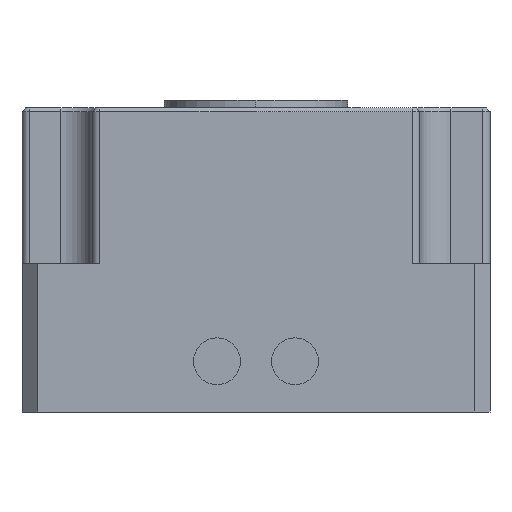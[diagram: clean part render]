
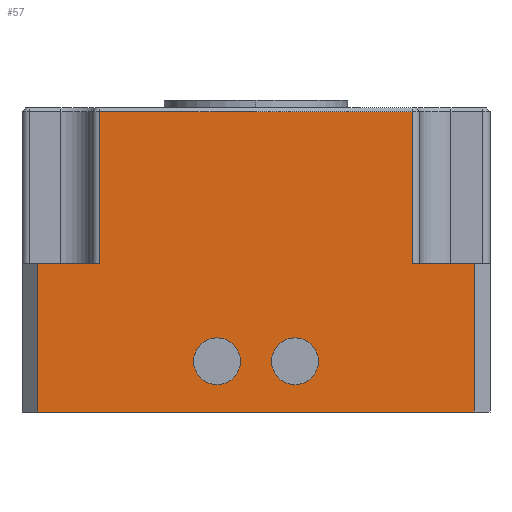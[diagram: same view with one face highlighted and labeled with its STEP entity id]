
A CAD part, left-side view. The second image highlights one B-rep face of the part: STEP entity #57.
In plain terms, the highlighted planar face has unit normal (-1, 0, 0).
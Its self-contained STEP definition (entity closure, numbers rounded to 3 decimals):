
#2 = CIRCLE ( 'NONE', #545, 3. ) ;
#19 = EDGE_CURVE ( 'NONE', #236, #1194, #2196, .T. ) ;
#30 = DIRECTION ( 'NONE',  ( 0., 0., -1. ) ) ;
#57 = ADVANCED_FACE ( 'NONE', ( #2763, #1644, #1304 ), #2207, .F. ) ;
#72 = VECTOR ( 'NONE', #365, 1000. ) ;
#79 = LINE ( 'NONE', #2395, #1784 ) ;
#81 = EDGE_LOOP ( 'NONE', ( #766, #420 ) ) ;
#90 = ORIENTED_EDGE ( 'NONE', *, *, #19, .T. ) ;
#96 = ORIENTED_EDGE ( 'NONE', *, *, #2552, .T. ) ;
#97 = AXIS2_PLACEMENT_3D ( 'NONE', #2211, #2234, #30 ) ;
#116 = LINE ( 'NONE', #2289, #985 ) ;
#123 = CARTESIAN_POINT ( 'NONE',  ( -30., -30., 0. ) ) ;
#152 = LINE ( 'NONE', #2850, #639 ) ;
#236 = VERTEX_POINT ( 'NONE', #1689 ) ;
#267 = EDGE_CURVE ( 'NONE', #434, #236, #152, .T. ) ;
#326 = CARTESIAN_POINT ( 'NONE',  ( -30., 28., 0. ) ) ;
#334 = CARTESIAN_POINT ( 'NONE',  ( -30., 20., 38.5 ) ) ;
#365 = DIRECTION ( 'NONE',  ( 0., -1., 0. ) ) ;
#390 = LINE ( 'NONE', #1018, #1255 ) ;
#397 = VECTOR ( 'NONE', #439, 1000. ) ;
#420 = ORIENTED_EDGE ( 'NONE', *, *, #1561, .F. ) ;
#430 = VERTEX_POINT ( 'NONE', #454 ) ;
#434 = VERTEX_POINT ( 'NONE', #2253 ) ;
#439 = DIRECTION ( 'NONE',  ( 0., 0., 1. ) ) ;
#452 = VERTEX_POINT ( 'NONE', #1364 ) ;
#454 = CARTESIAN_POINT ( 'NONE',  ( -30., 20., 19. ) ) ;
#480 = VERTEX_POINT ( 'NONE', #2526 ) ;
#515 = DIRECTION ( 'NONE',  ( 0., 0., -1. ) ) ;
#545 = AXIS2_PLACEMENT_3D ( 'NONE', #2536, #2100, #2577 ) ;
#563 = LINE ( 'NONE', #123, #72 ) ;
#608 = DIRECTION ( 'NONE',  ( 0., -1., 0. ) ) ;
#616 = EDGE_CURVE ( 'NONE', #1832, #430, #390, .T. ) ;
#639 = VECTOR ( 'NONE', #1275, 1000. ) ;
#654 = ORIENTED_EDGE ( 'NONE', *, *, #1397, .F. ) ;
#657 = AXIS2_PLACEMENT_3D ( 'NONE', #2475, #1585, #1802 ) ;
#676 = CARTESIAN_POINT ( 'NONE',  ( -30., -20., 40. ) ) ;
#725 = VECTOR ( 'NONE', #2524, 1000. ) ;
#744 = ORIENTED_EDGE ( 'NONE', *, *, #2812, .T. ) ;
#766 = ORIENTED_EDGE ( 'NONE', *, *, #912, .F. ) ;
#816 = CARTESIAN_POINT ( 'NONE',  ( -30., -28., 0. ) ) ;
#861 = ORIENTED_EDGE ( 'NONE', *, *, #2057, .T. ) ;
#912 = EDGE_CURVE ( 'NONE', #1385, #1853, #1047, .T. ) ;
#936 = CIRCLE ( 'NONE', #97, 3. ) ;
#947 = VERTEX_POINT ( 'NONE', #326 ) ;
#985 = VECTOR ( 'NONE', #1605, 1000. ) ;
#1018 = CARTESIAN_POINT ( 'NONE',  ( -30., -30., 19. ) ) ;
#1029 = ORIENTED_EDGE ( 'NONE', *, *, #1219, .F. ) ;
#1047 = CIRCLE ( 'NONE', #657, 3. ) ;
#1076 = ORIENTED_EDGE ( 'NONE', *, *, #616, .F. ) ;
#1115 = VECTOR ( 'NONE', #2056, 1000. ) ;
#1194 = VERTEX_POINT ( 'NONE', #2416 ) ;
#1219 = EDGE_CURVE ( 'NONE', #452, #1724, #2502, .T. ) ;
#1255 = VECTOR ( 'NONE', #608, 1000. ) ;
#1275 = DIRECTION ( 'NONE',  ( 0., 1., 0. ) ) ;
#1304 = FACE_OUTER_BOUND ( 'NONE', #2418, .T. ) ;
#1332 = CARTESIAN_POINT ( 'NONE',  ( -30., -5., 3.5 ) ) ;
#1364 = CARTESIAN_POINT ( 'NONE',  ( -30., 5., 9.5 ) ) ;
#1385 = VERTEX_POINT ( 'NONE', #1332 ) ;
#1397 = EDGE_CURVE ( 'NONE', #1724, #452, #936, .T. ) ;
#1434 = DIRECTION ( 'NONE',  ( 1., 0., 0. ) ) ;
#1542 = ORIENTED_EDGE ( 'NONE', *, *, #267, .T. ) ;
#1546 = AXIS2_PLACEMENT_3D ( 'NONE', #2227, #1434, #515 ) ;
#1548 = ORIENTED_EDGE ( 'NONE', *, *, #2693, .T. ) ;
#1561 = EDGE_CURVE ( 'NONE', #1853, #1385, #2, .T. ) ;
#1585 = DIRECTION ( 'NONE',  ( -1., 0., 0. ) ) ;
#1605 = DIRECTION ( 'NONE',  ( 0., 0., -1. ) ) ;
#1644 = FACE_BOUND ( 'NONE', #1954, .T. ) ;
#1689 = CARTESIAN_POINT ( 'NONE',  ( -30., -20., 19. ) ) ;
#1696 = CARTESIAN_POINT ( 'NONE',  ( -30., 5., 3.5 ) ) ;
#1722 = VERTEX_POINT ( 'NONE', #816 ) ;
#1724 = VERTEX_POINT ( 'NONE', #1696 ) ;
#1740 = EDGE_CURVE ( 'NONE', #1832, #947, #79, .T. ) ;
#1743 = CARTESIAN_POINT ( 'NONE',  ( -30., -5., 9.5 ) ) ;
#1784 = VECTOR ( 'NONE', #2609, 1000. ) ;
#1802 = DIRECTION ( 'NONE',  ( 0., 0., -1. ) ) ;
#1832 = VERTEX_POINT ( 'NONE', #2646 ) ;
#1853 = VERTEX_POINT ( 'NONE', #1743 ) ;
#1954 = EDGE_LOOP ( 'NONE', ( #654, #1029 ) ) ;
#2056 = DIRECTION ( 'NONE',  ( 0., 1., 0. ) ) ;
#2057 = EDGE_CURVE ( 'NONE', #480, #430, #116, .T. ) ;
#2100 = DIRECTION ( 'NONE',  ( -1., 0., 0. ) ) ;
#2189 = LINE ( 'NONE', #2815, #725 ) ;
#2196 = LINE ( 'NONE', #676, #397 ) ;
#2207 = PLANE ( 'NONE',  #1546 ) ;
#2211 = CARTESIAN_POINT ( 'NONE',  ( -30., 5., 6.5 ) ) ;
#2227 = CARTESIAN_POINT ( 'NONE',  ( -30., -30., 40. ) ) ;
#2230 = LINE ( 'NONE', #334, #1115 ) ;
#2234 = DIRECTION ( 'NONE',  ( -1., 0., 0. ) ) ;
#2253 = CARTESIAN_POINT ( 'NONE',  ( -30., -28., 19. ) ) ;
#2289 = CARTESIAN_POINT ( 'NONE',  ( -30., 20., 40. ) ) ;
#2395 = CARTESIAN_POINT ( 'NONE',  ( -30., 28., 40. ) ) ;
#2416 = CARTESIAN_POINT ( 'NONE',  ( -30., -20., 38.5 ) ) ;
#2418 = EDGE_LOOP ( 'NONE', ( #90, #96, #861, #1076, #2490, #1548, #744, #1542 ) ) ;
#2475 = CARTESIAN_POINT ( 'NONE',  ( -30., -5., 6.5 ) ) ;
#2489 = AXIS2_PLACEMENT_3D ( 'NONE', #2650, #2641, #2869 ) ;
#2490 = ORIENTED_EDGE ( 'NONE', *, *, #1740, .T. ) ;
#2502 = CIRCLE ( 'NONE', #2489, 3. ) ;
#2524 = DIRECTION ( 'NONE',  ( 0., 0., 1. ) ) ;
#2526 = CARTESIAN_POINT ( 'NONE',  ( -30., 20., 38.5 ) ) ;
#2536 = CARTESIAN_POINT ( 'NONE',  ( -30., -5., 6.5 ) ) ;
#2552 = EDGE_CURVE ( 'NONE', #1194, #480, #2230, .T. ) ;
#2577 = DIRECTION ( 'NONE',  ( 0., 0., -1. ) ) ;
#2609 = DIRECTION ( 'NONE',  ( 0., 0., -1. ) ) ;
#2641 = DIRECTION ( 'NONE',  ( -1., 0., 0. ) ) ;
#2646 = CARTESIAN_POINT ( 'NONE',  ( -30., 28., 19. ) ) ;
#2650 = CARTESIAN_POINT ( 'NONE',  ( -30., 5., 6.5 ) ) ;
#2693 = EDGE_CURVE ( 'NONE', #947, #1722, #563, .T. ) ;
#2763 = FACE_BOUND ( 'NONE', #81, .T. ) ;
#2812 = EDGE_CURVE ( 'NONE', #1722, #434, #2189, .T. ) ;
#2815 = CARTESIAN_POINT ( 'NONE',  ( -30., -28., 40. ) ) ;
#2850 = CARTESIAN_POINT ( 'NONE',  ( -30., -30., 19. ) ) ;
#2869 = DIRECTION ( 'NONE',  ( 0., 0., -1. ) ) ;
